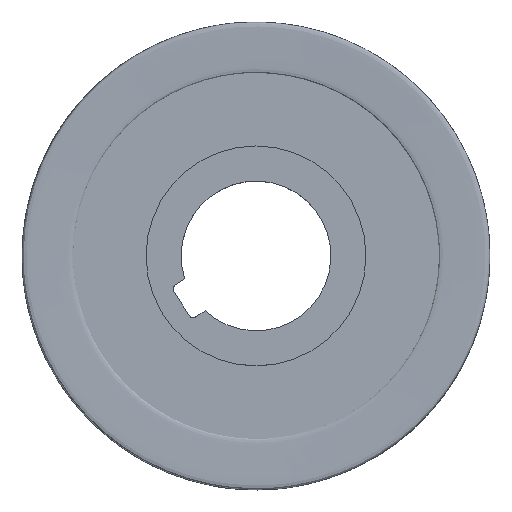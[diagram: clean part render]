
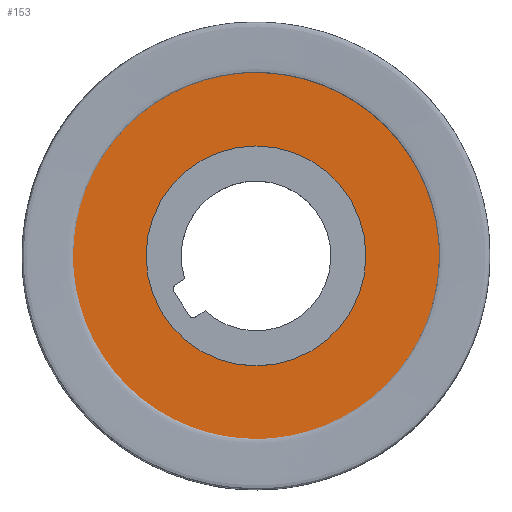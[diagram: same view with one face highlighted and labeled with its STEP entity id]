
A CAD part, top view. The second image highlights one B-rep face of the part: STEP entity #153.
In plain terms, the highlighted planar face has unit normal (0, 0, 1).
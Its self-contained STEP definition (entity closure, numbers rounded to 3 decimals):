
#153=ADVANCED_FACE('TB_SU_5',(#177,#178),#170,.T.);
#170=PLANE('',#460);
#177=FACE_BOUND('',#197,.T.);
#178=FACE_BOUND('',#198,.T.);
#197=EDGE_LOOP('',(#221));
#198=EDGE_LOOP('',(#222));
#221=ORIENTED_EDGE('',*,*,#295,.T.);
#222=ORIENTED_EDGE('',*,*,#296,.F.);
#273=VERTEX_POINT('',#617);
#274=VERTEX_POINT('',#619);
#295=EDGE_CURVE('',#273,#273,#321,.T.);
#296=EDGE_CURVE('',#274,#274,#322,.T.);
#321=CIRCLE('',#458,48.223);
#322=CIRCLE('',#459,23.5);
#458=AXIS2_PLACEMENT_3D('',#616,#513,#514);
#459=AXIS2_PLACEMENT_3D('',#618,#515,#516);
#460=AXIS2_PLACEMENT_3D('',#620,#517,#518);
#513=DIRECTION('',(0.,0.,1.));
#514=DIRECTION('',(1.,0.,0.));
#515=DIRECTION('',(0.,0.,1.));
#516=DIRECTION('',(1.,0.,0.));
#517=DIRECTION('',(0.,0.,1.));
#518=DIRECTION('',(1.,0.,0.));
#616=CARTESIAN_POINT('',(0.,0.,-2.35));
#617=CARTESIAN_POINT('',(48.223,0.,-2.35));
#618=CARTESIAN_POINT('',(0.,0.,-2.35));
#619=CARTESIAN_POINT('',(23.5,0.,-2.35));
#620=CARTESIAN_POINT('',(0.,0.,-2.35));
